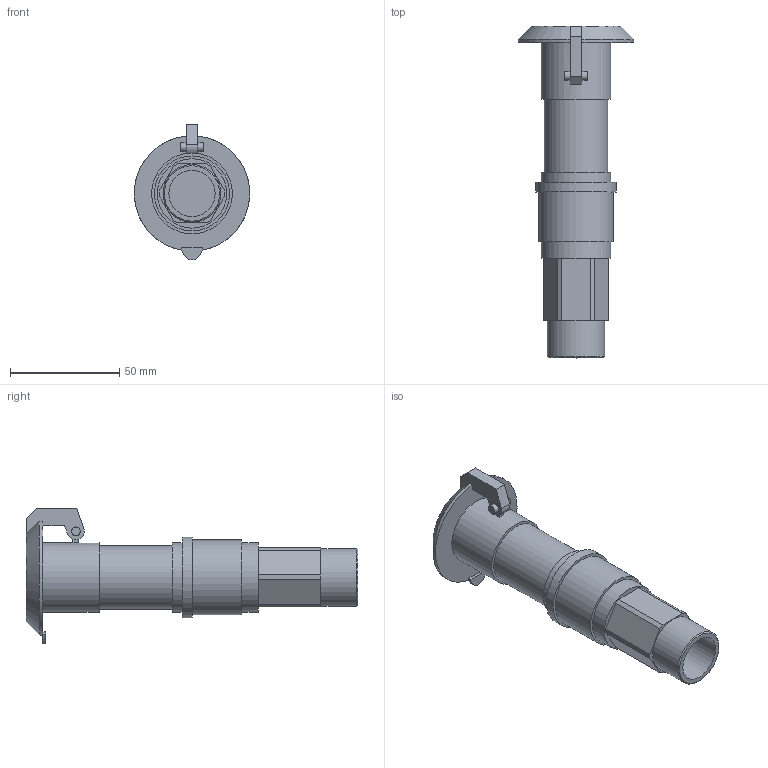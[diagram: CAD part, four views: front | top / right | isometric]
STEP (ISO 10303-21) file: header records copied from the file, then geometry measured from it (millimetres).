
FILE_DESCRIPTION(/* description */ (''),/* implementation_level */ '2;1');
FILE_NAME(/* name */ '03039037.ipt.stp',/* time_stamp */ '2017-06-19T12:10:37+03:00',/* author */ ('KIM'),/* organization */ (''),/* preprocessor_version */ 'ST-DEVELOPER v15.6',/* originating_system */ 'Autodesk Inventor 2015',/* authorisation */ '');
FILE_SCHEMA (('AUTOMOTIVE_DESIGN { 1 0 10303 214 3 1 1 }'));
Length unit declared in the file: millimetre
Products named in the file (1): 03039037
Bounding box: 52.83 x 152 x 62.12 mm (x, y, z)
Volume: 114808.7 mm3; surface area: 21716.8 mm2
Topology: 1 solids, 1 shells, 58 faces, 130 edges, 85 vertices
Faces by surface type: plane 43, cylinder 13, cone 2
Full cylindrical faces by diameter (mm): 3.966 x2, 21.153 x1, 26.441 x1, 29.085 x1, 31.729 x3, 34.373 x1, 37.017 x1
Entity records: 1579 total; most frequent: DIRECTION 269, CARTESIAN_POINT 267, ORIENTED_EDGE 238, EDGE_CURVE 119, AXIS2_PLACEMENT_3D 93, VERTEX_POINT 85, LINE 83, VECTOR 83
